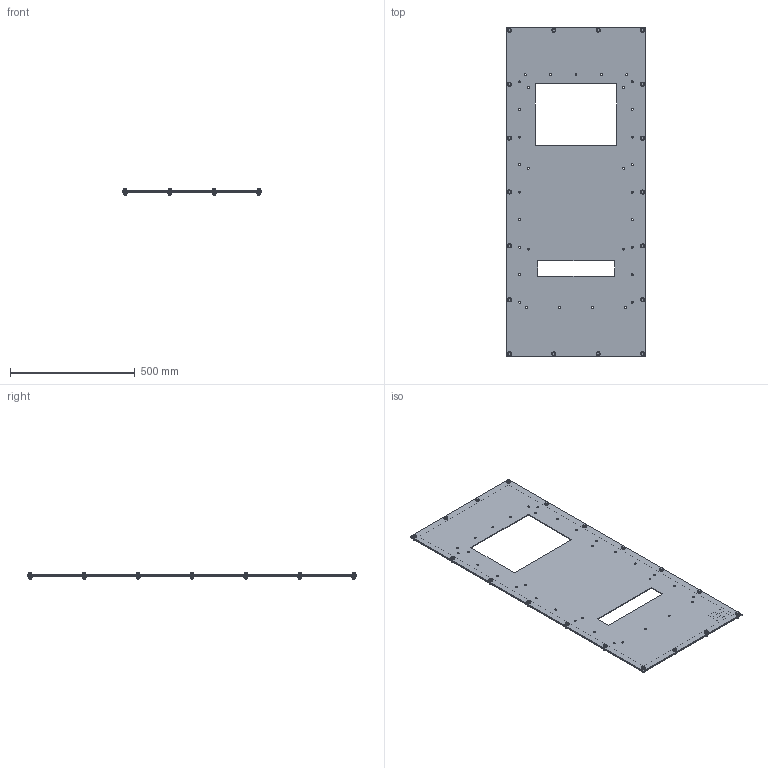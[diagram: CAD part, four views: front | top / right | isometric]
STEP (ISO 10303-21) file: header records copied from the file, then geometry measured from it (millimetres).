
FILE_DESCRIPTION(/* description */ ('52" X 22" COVER PLATE'),/* implementation_level */ '2;1');
FILE_NAME(/* name */ 'D52CVPKNHX38.stp',/* time_stamp */ '2017-10-11T15:28:35+06:00',/* author */ ('vdas'),/* organization */ (''),/* preprocessor_version */ 'ST-DEVELOPER v16.1',/* originating_system */ 'Autodesk Inventor 2016',/* authorisation */ '');
FILE_SCHEMA (('AUTOMOTIVE_DESIGN { 1 0 10303 214 3 1 1 }'));
Length unit declared in the file: inch
Products named in the file (9): D52CVPKNHX38; D5222CVPGSKT; 30221; 3905; 3907; 34929; 10 GA TO 14 GA w 0.125 Comp; 34466; D52CVPKNHX38_1
Assembly tree (25 placements, depth 3):
  D52CVPKNHX38_1
    D52CVPKNHX38
    D5222CVPGSKT
    10 GA TO 14 GA w 0.125 Comp  x18
      30221
      3905
      3907
      34929
    34466
Bounding box: 558.8 x 1320.8 x 24.22 mm (x, y, z)
Volume: 2353642.5 mm3; surface area: 1549025.6 mm2
Topology: 75 solids, 75 shells, 1083 faces, 2352 edges, 1460 vertices
Faces by surface type: plane 556, cylinder 257, cone 198, bspline 36, torus 36
Full cylindrical faces by diameter (mm): 4.978 x18, 5.556 x18, 5.969 x18, 6.35 x18, 6.985 x18, 7.144 x18, 7.366 x18, 7.925 x33, 11.049 x18, 11.125 x18, 15.24 x18, 15.875 x18, 16.51 x18, 44.45 x1, 44.958 x1
Entity records: 5953 total; most frequent: CARTESIAN_POINT 997, DIRECTION 973, ORIENTED_EDGE 750, EDGE_LOOP 427, AXIS2_PLACEMENT_3D 410, EDGE_CURVE 375, VERTEX_POINT 302, FACE_BOUND 245
